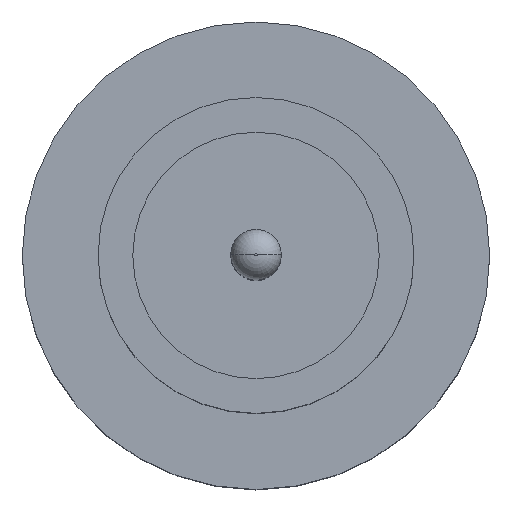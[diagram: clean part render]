
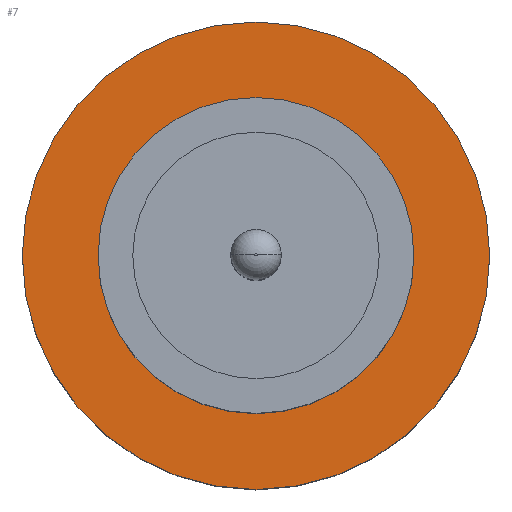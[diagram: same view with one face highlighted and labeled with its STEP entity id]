
A CAD part, top view. The second image highlights one B-rep face of the part: STEP entity #7.
In plain terms, the highlighted planar face has unit normal (0, 0, 1).
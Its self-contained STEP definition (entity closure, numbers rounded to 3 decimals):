
#6 = AXIS2_PLACEMENT_3D ( 'NONE', #686, #482, #476 ) ;
#7 = ADVANCED_FACE ( 'NONE', ( #789, #829 ), #680, .T. ) ;
#45 = CIRCLE ( 'NONE', #426, 1.85 ) ;
#51 = DIRECTION ( 'NONE',  ( 0., 0., 1. ) ) ;
#63 = VERTEX_POINT ( 'NONE', #88 ) ;
#69 = CIRCLE ( 'NONE', #6, 1.85 ) ;
#88 = CARTESIAN_POINT ( 'NONE',  ( -1.25, 0., 1.55 ) ) ;
#98 = DIRECTION ( 'NONE',  ( 1., 0., 0. ) ) ;
#138 = CARTESIAN_POINT ( 'NONE',  ( 0., 0., 1.55 ) ) ;
#144 = EDGE_CURVE ( 'NONE', #475, #63, #901, .T. ) ;
#176 = ORIENTED_EDGE ( 'NONE', *, *, #862, .F. ) ;
#244 = CARTESIAN_POINT ( 'NONE',  ( 0., 0., 1.55 ) ) ;
#285 = CARTESIAN_POINT ( 'NONE',  ( 1.85, 0., 1.55 ) ) ;
#291 = ORIENTED_EDGE ( 'NONE', *, *, #424, .T. ) ;
#328 = CARTESIAN_POINT ( 'NONE',  ( -1.85, 0., 1.55 ) ) ;
#357 = VERTEX_POINT ( 'NONE', #328 ) ;
#398 = ORIENTED_EDGE ( 'NONE', *, *, #144, .F. ) ;
#400 = CARTESIAN_POINT ( 'NONE',  ( 1.25, 0., 1.55 ) ) ;
#408 = CARTESIAN_POINT ( 'NONE',  ( 0., 0., 1.55 ) ) ;
#421 = DIRECTION ( 'NONE',  ( 0., 0., 1. ) ) ;
#424 = EDGE_CURVE ( 'NONE', #357, #825, #69, .T. ) ;
#426 = AXIS2_PLACEMENT_3D ( 'NONE', #408, #421, #628 ) ;
#444 = ORIENTED_EDGE ( 'NONE', *, *, #695, .T. ) ;
#452 = AXIS2_PLACEMENT_3D ( 'NONE', #639, #568, #533 ) ;
#475 = VERTEX_POINT ( 'NONE', #400 ) ;
#476 = DIRECTION ( 'NONE',  ( 1., 0., 0. ) ) ;
#482 = DIRECTION ( 'NONE',  ( 0., 0., 1. ) ) ;
#533 = DIRECTION ( 'NONE',  ( 1., 0., 0. ) ) ;
#554 = EDGE_LOOP ( 'NONE', ( #398, #176 ) ) ;
#568 = DIRECTION ( 'NONE',  ( 0., 0., 1. ) ) ;
#582 = EDGE_LOOP ( 'NONE', ( #291, #444 ) ) ;
#596 = CIRCLE ( 'NONE', #452, 1.25 ) ;
#628 = DIRECTION ( 'NONE',  ( 1., 0., 0. ) ) ;
#633 = AXIS2_PLACEMENT_3D ( 'NONE', #138, #51, #793 ) ;
#639 = CARTESIAN_POINT ( 'NONE',  ( 0., 0., 1.55 ) ) ;
#680 = PLANE ( 'NONE',  #633 ) ;
#686 = CARTESIAN_POINT ( 'NONE',  ( 0., 0., 1.55 ) ) ;
#695 = EDGE_CURVE ( 'NONE', #825, #357, #45, .T. ) ;
#728 = DIRECTION ( 'NONE',  ( 0., 0., 1. ) ) ;
#789 = FACE_BOUND ( 'NONE', #554, .T. ) ;
#793 = DIRECTION ( 'NONE',  ( 1., 0., 0. ) ) ;
#825 = VERTEX_POINT ( 'NONE', #285 ) ;
#829 = FACE_OUTER_BOUND ( 'NONE', #582, .T. ) ;
#862 = EDGE_CURVE ( 'NONE', #63, #475, #596, .T. ) ;
#892 = AXIS2_PLACEMENT_3D ( 'NONE', #244, #728, #98 ) ;
#901 = CIRCLE ( 'NONE', #892, 1.25 ) ;
